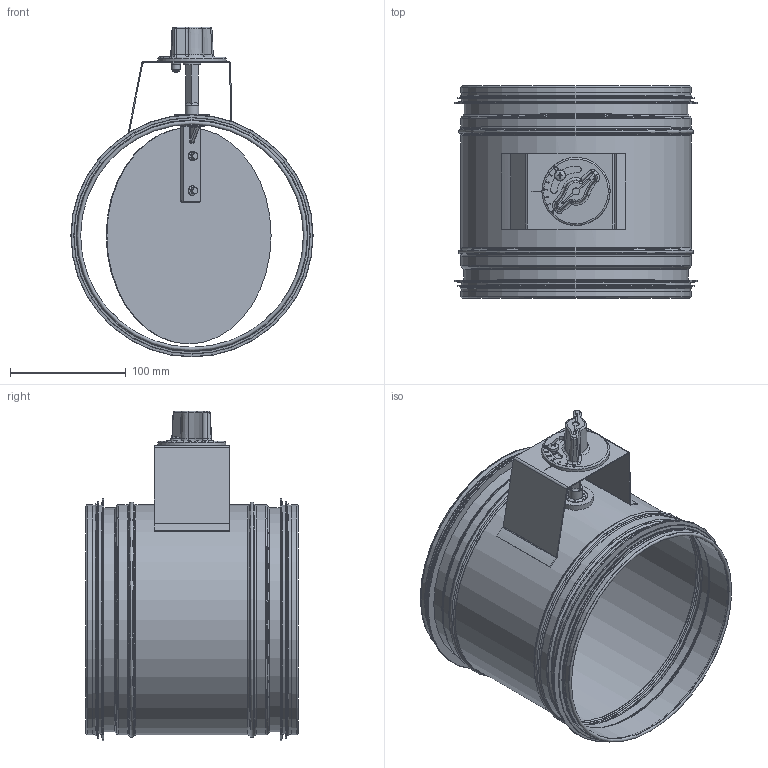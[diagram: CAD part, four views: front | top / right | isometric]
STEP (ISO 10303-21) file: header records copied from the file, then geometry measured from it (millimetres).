
FILE_DESCRIPTION((''),'2;1');
FILE_NAME('HIS-200.stp','2014-02-20T07:49:03',(''),(''),'Autodesk Inventor 2013','Autodesk Inventor 2013','');
FILE_SCHEMA(('AUTOMOTIVE_DESIGN { 1 2 10303 214 0 1 1 1 }'));
Length unit declared in the file: millimetre
Products named in the file (12): HIS-200; HISochHISC_Rör-06; 999006; SpjällhyllaSmåDimensioner_HISC-HIS-200; Spjällvred; SpjällaxelKort; SFS-ISO 7049 - F-H ST4,8 x 13 - F - H; BlindnitmutterM5; Cellgummi; Starlock; 116011; Borrskruv_4,2x13
Assembly tree (13 placements, depth 2):
  HIS-200
    HISochHISC_Rör-06
    999006  x2
    SpjällhyllaSmåDimensioner_HISC-HIS-200
    Spjällvred
    SpjällaxelKort
    SFS-ISO 7049 - F-H ST4,8 x 13 - F - H
    BlindnitmutterM5
    Cellgummi
    Starlock
    116011
    Borrskruv_4,2x13  x2
Bounding box: 209.35 x 183.5 x 285.05 mm (x, y, z)
Volume: 175180.1 mm3; surface area: 420287 mm2
Topology: 15 solids, 15 shells, 780 faces, 1778 edges, 1031 vertices
Faces by surface type: cylinder 228, plane 223, cone 182, bspline 74, torus 55, sphere 18
Full cylindrical faces by diameter (mm): 4 x2, 4.8 x1, 6 x1, 10 x1, 11.7 x1, 12 x1, 15.2 x1, 16 x1, 21 x1, 30 x1, 187 x1, 192.55 x1, 192.71 x1, 193.55 x1, 193.71 x1, 195.35 x2, 197.95 x11, 198.95 x5, 204.35 x2, 209.35 x2
Entity records: 21204 total; most frequent: CARTESIAN_POINT 6279, DIRECTION 2962, ORIENTED_EDGE 2906, EDGE_CURVE 1453, AXIS2_PLACEMENT_3D 1151, VERTEX_POINT 906, EDGE_LOOP 793, FACE_OUTER_BOUND 671
